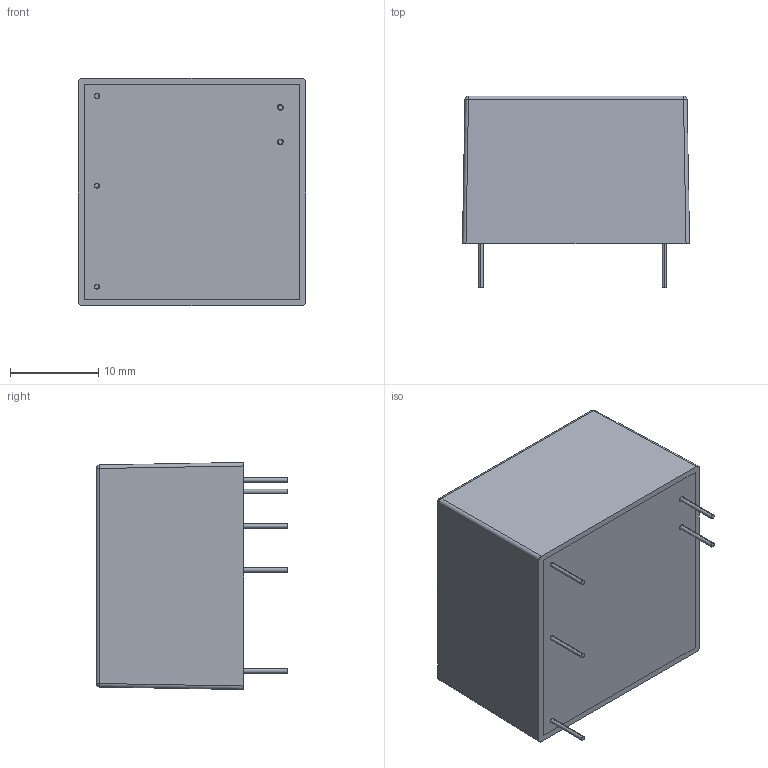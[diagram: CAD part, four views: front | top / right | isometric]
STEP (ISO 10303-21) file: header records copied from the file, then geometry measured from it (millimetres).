
FILE_DESCRIPTION(('FreeCAD Model'),'2;1');
FILE_NAME('RAC05-SK_3D_20180213.step','2018-02-13T09:27:21',('Author'),(''), 'Open CASCADE STEP processor 6.8','FreeCAD','Unknown');
FILE_SCHEMA(('AUTOMOTIVE_DESIGN_CC2 { 1 2 10303 214 -1 1 5 4 }'));
Length unit declared in the file: millimetre
Products named in the file (3): RAC05-SK_pins; RAC05-SK_bottom_plate; RAC05-SK_case
Bounding box: 25.7 x 21.68 x 25.7 mm (x, y, z)
Volume: 3679.3 mm3; surface area: 7373.1 mm2
Topology: 3 solids, 3 shells, 206 faces, 523 edges, 342 vertices
Faces by surface type: plane 152, cylinder 40, cone 10, sphere 4
Entity records: 18653 total; most frequent: CARTESIAN_POINT 7398, DIRECTION 1817, LINE 1157, VECTOR 1157, ORIENTED_EDGE 1038, PCURVE 1038, DEFINITIONAL_REPRESENTATION 1038, EDGE_CURVE 519
